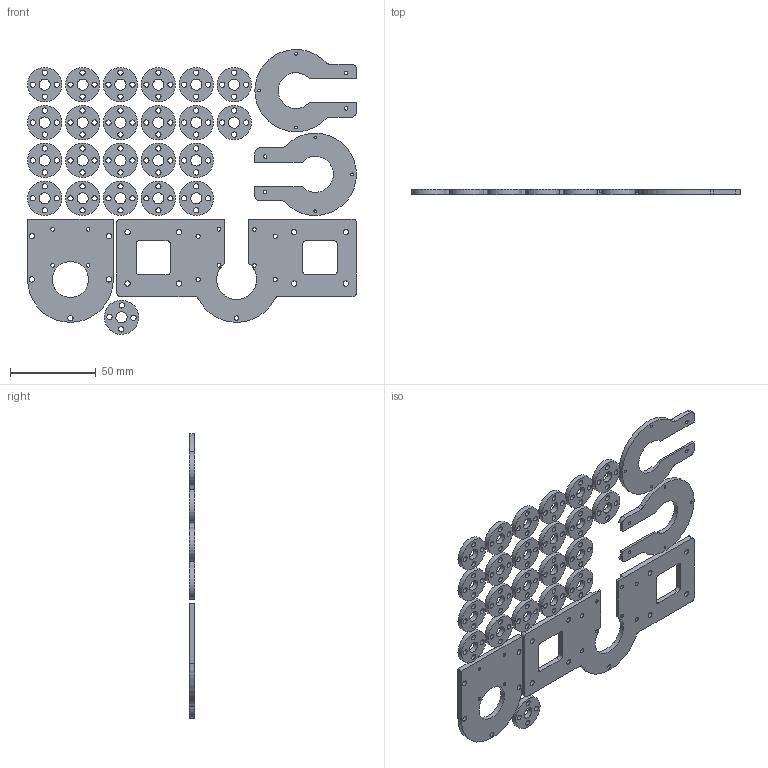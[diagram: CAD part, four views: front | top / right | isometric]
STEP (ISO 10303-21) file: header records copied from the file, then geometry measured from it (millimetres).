
FILE_DESCRIPTION(/* description */ (''),/* implementation_level */ '2;1');
FILE_NAME(/* name */ 'Arm__Leg_Waist_t3_CAM.stp',/* time_stamp */ '2025-04-27T04:24:49+09:00',/* author */ ('rei_r'),/* organization */ (''),/* preprocessor_version */ 'ST-DEVELOPER v19.2',/* originating_system */ 'Autodesk Inventor 2023',/* authorisation */ '');
FILE_SCHEMA (('AUTOMOTIVE_DESIGN { 1 0 10303 214 3 1 1 }'));
Length unit declared in the file: millimetre
Products named in the file (10): Arm_t3_CAM; servo_horn_spacer; Leg_t3_CAM; hip_joint_yaw_spacer_2; Leg_t3_CAM_1; servo_horn_spacer_1; Waist_t3_CAM; waist_2; waist; servo_horn_spacer_2
Assembly tree (30 placements, depth 3):
  Arm_t3_CAM
    servo_horn_spacer  x10
    Leg_t3_CAM
      hip_joint_yaw_spacer_2  x2
    Leg_t3_CAM_1
      servo_horn_spacer_1  x12
    Waist_t3_CAM
      waist_2
      waist
      servo_horn_spacer_2
Bounding box: 191.83 x 3 x 166.23 mm (x, y, z)
Volume: 46513.8 mm3; surface area: 45841.5 mm2
Topology: 27 solids, 27 shells, 329 faces, 807 edges, 536 vertices
Faces by surface type: cylinder 216, plane 113
Full cylindrical faces by diameter (mm): 1.567 x6, 2.1 x12, 2.459 x5, 3.1 x105, 4.5 x4, 6.5 x23, 20 x23, 21 x1
Entity records: 5159 total; most frequent: DIRECTION 910, CARTESIAN_POINT 804, ORIENTED_EDGE 748, EDGE_CURVE 374, AXIS2_PLACEMENT_3D 354, VERTEX_POINT 248, EDGE_LOOP 244, LINE 202
